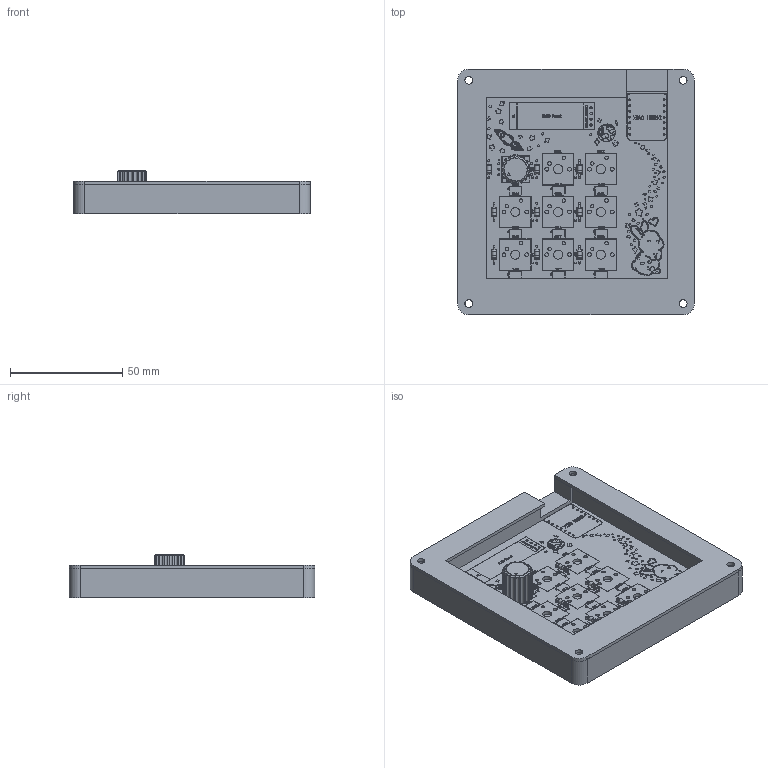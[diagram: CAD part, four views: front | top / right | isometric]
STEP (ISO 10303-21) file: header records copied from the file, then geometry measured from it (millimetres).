
FILE_DESCRIPTION(/* description */ (''),/* implementation_level */ '2;1');
FILE_NAME(/* name */ 'starpad.step',/* time_stamp */ '2025-07-06T00:30:21-05:00',/* author */ (''),/* organization */ (''),/* preprocessor_version */ 'ST-DEVELOPER v20.1',/* originating_system */ 'Autodesk Translation Framework v14.10.0.0',/* authorisation */ '');
FILE_SCHEMA (('AUTOMOTIVE_DESIGN { 1 0 10303 214 3 1 1 }'));
Products named in the file (10): 2025-07-06-00-30-08-379; 2025-07-06-00-30-08-384; 2025-07-04-18-12-10-730; 2025-07-05-22-18-05-990; 2025-07-05-00-07-06-440; 2025-07-05-00-07-06-442; 2025-07-05-00-07-06-443; 2025-07-05-00-07-06-441; 2025-07-04-19-31-27-206; 2025-07-04-19-31-36-935
Assembly tree (17 placements, depth 3):
  2025-07-06-00-30-08-379
    2025-07-06-00-30-08-384
    2025-07-04-18-12-10-730
      2025-07-05-22-18-05-990
    2025-07-05-00-07-06-440
      2025-07-05-00-07-06-441  x9
      2025-07-05-00-07-06-442
      2025-07-05-00-07-06-443
    2025-07-04-19-31-27-206
      2025-07-04-19-31-36-935
Bounding box: 105.65 x 109.54 x 19.51 mm (x, y, z)
Volume: 91124.5 mm3; surface area: 60946 mm2
Topology: 22 solids, 234 shells, 582 faces, 8557 edges, 8255 vertices
Faces by surface type: plane 314, cylinder 196, torus 36, cone 36
Full cylindrical faces by diameter (mm): 0.5 x27, 0.8 x18, 0.889 x14, 1 x9, 1.5 x16, 1.7 x16, 2 x18, 2.02 x9, 3.4 x8, 4 x8, 6 x4
Entity records: 73938 total; most frequent: CARTESIAN_POINT 17192, DIRECTION 10504, ORIENTED_EDGE 8961, EDGE_CURVE 8333, VERTEX_POINT 8111, LINE 7016, VECTOR 7016, AXIS2_PLACEMENT_3D 1744
